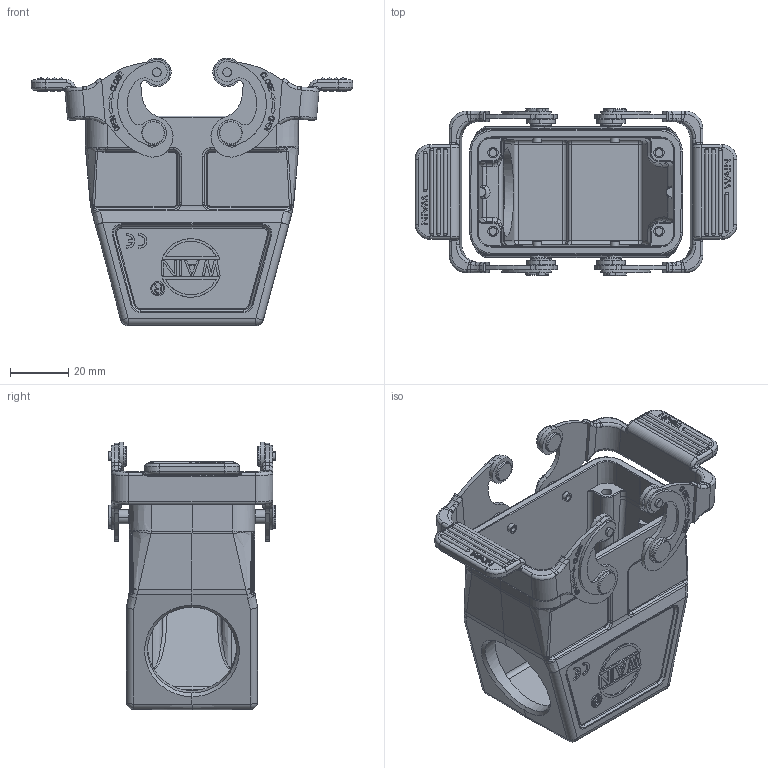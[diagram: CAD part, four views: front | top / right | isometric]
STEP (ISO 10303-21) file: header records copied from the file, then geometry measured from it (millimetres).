
FILE_DESCRIPTION(/* description */ (''),/* implementation_level */ '2;1');
FILE_NAME(/* name */ '3D_1240105415004_HV10B-SEH-2L_SC-M32_V1.1.stp',/* time_stamp */ '2024-01-08T09:01:53+08:00',/* author */ (''),/* organization */ (''),/* preprocessor_version */ 'ST-DEVELOPER v18.1',/* originating_system */ 'SIEMENS PLM Software NX 1980',/* authorisation */ '');
FILE_SCHEMA (('AUTOMOTIVE_DESIGN { 1 0 10303 214 3 1 1 1 }'));
Products named in the file (1): 145930E476E9x3oa
Bounding box: 110.4 x 57.5 x 92 mm (x, y, z)
Volume: 74191.1 mm3; surface area: 45249.1 mm2
Topology: 1 solids, 1 shells, 1831 faces, 4752 edges, 3066 vertices
Faces by surface type: plane 837, cylinder 505, torus 164, bspline 95, cone 92, extrusion 88, sphere 50
Full cylindrical faces by diameter (mm): 30.5 x1
Entity records: 64050 total; most frequent: CARTESIAN_POINT 21337, ORIENTED_EDGE 9428, DIRECTION 7924, EDGE_CURVE 4714, VERTEX_POINT 3065, AXIS2_PLACEMENT_3D 2780, VECTOR 2364, LINE 2276
